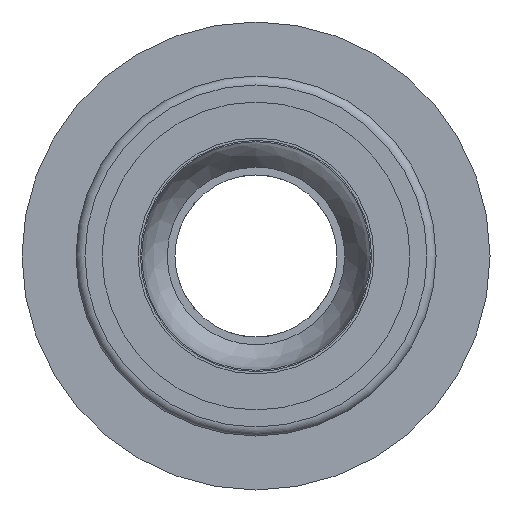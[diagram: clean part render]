
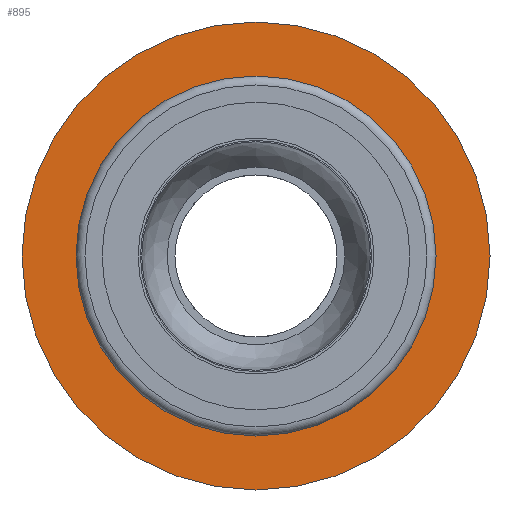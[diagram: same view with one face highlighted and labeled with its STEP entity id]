
A CAD part, front view. The second image highlights one B-rep face of the part: STEP entity #895.
In plain terms, the highlighted planar face has unit normal (0, -1, 0).
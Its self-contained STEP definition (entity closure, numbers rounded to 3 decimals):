
#157=FACE_BOUND('',#307,.T.);
#190=PLANE('',#1033);
#238=FACE_OUTER_BOUND('',#306,.T.);
#306=EDGE_LOOP('',(#841));
#307=EDGE_LOOP('',(#842));
#314=CIRCLE('',#925,6.5);
#342=CIRCLE('',#972,4.275);
#383=VERTEX_POINT('',#1343);
#433=VERTEX_POINT('',#1472);
#471=EDGE_CURVE('',#383,#383,#314,.T.);
#532=EDGE_CURVE('',#433,#433,#342,.T.);
#841=ORIENTED_EDGE('',*,*,#471,.T.);
#842=ORIENTED_EDGE('',*,*,#532,.T.);
#895=ADVANCED_FACE('',(#238,#157),#190,.F.);
#925=AXIS2_PLACEMENT_3D('',#1344,#1054,#1055);
#972=AXIS2_PLACEMENT_3D('',#1474,#1181,#1182);
#1033=AXIS2_PLACEMENT_3D('',#1589,#1326,#1327);
#1054=DIRECTION('center_axis',(0.,-1.,0.));
#1055=DIRECTION('ref_axis',(-1.,0.,0.));
#1181=DIRECTION('center_axis',(0.,1.,0.));
#1182=DIRECTION('ref_axis',(-1.,0.,0.));
#1326=DIRECTION('center_axis',(0.,1.,0.));
#1327=DIRECTION('ref_axis',(0.,0.,1.));
#1343=CARTESIAN_POINT('',(6.5,-1.,0.));
#1344=CARTESIAN_POINT('Origin',(0.,-1.,0.));
#1472=CARTESIAN_POINT('',(4.275,-1.,0.));
#1474=CARTESIAN_POINT('Origin',(0.,-1.,0.));
#1589=CARTESIAN_POINT('Origin',(0.,-1.,0.));
